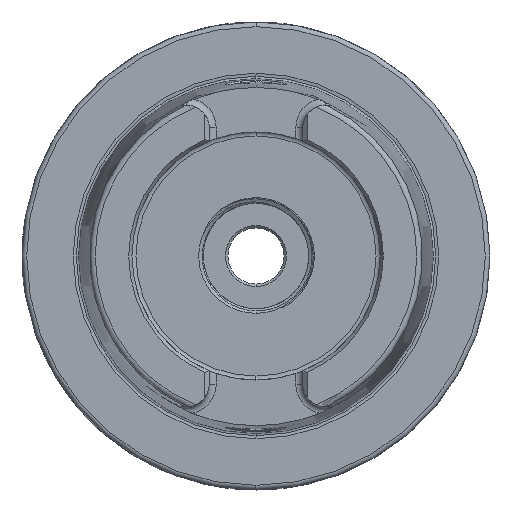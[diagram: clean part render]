
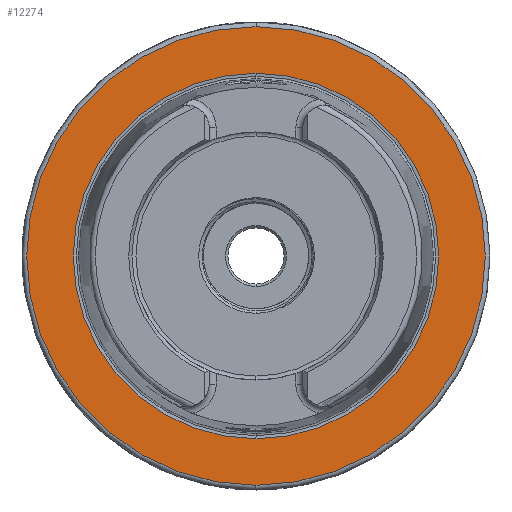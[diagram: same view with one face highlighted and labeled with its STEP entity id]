
A CAD part, left-side view. The second image highlights one B-rep face of the part: STEP entity #12274.
In plain terms, the highlighted planar face has unit normal (-1, 0, 0).
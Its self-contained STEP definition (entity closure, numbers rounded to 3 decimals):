
#2084 = VERTEX_POINT ( 'NONE', #3972 ) ;
#2139 = VERTEX_POINT ( 'NONE', #3982 ) ;
#2190 = VERTEX_POINT ( 'NONE', #4075 ) ;
#2194 = VERTEX_POINT ( 'NONE', #4052 ) ;
#3972 = CARTESIAN_POINT ( 'NONE',  ( 0., 0., 49. ) ) ;
#3982 = CARTESIAN_POINT ( 'NONE',  ( 0., 0., -49. ) ) ;
#4052 = CARTESIAN_POINT ( 'NONE',  ( 0., 0., 39.054 ) ) ;
#4075 = CARTESIAN_POINT ( 'NONE',  ( 0., 0., -39.054 ) ) ;
#4536 = DIRECTION ( 'NONE',  ( 0., 0., -1. ) ) ;
#4558 = CARTESIAN_POINT ( 'NONE',  ( 0., 0., 0. ) ) ;
#4562 = DIRECTION ( 'NONE',  ( 1., 0., 0. ) ) ;
#7456 = EDGE_CURVE ( 'NONE', #2194, #2190, #15549, .T. ) ;
#7779 = EDGE_CURVE ( 'NONE', #2139, #2084, #15750, .T. ) ;
#7793 = EDGE_CURVE ( 'NONE', #2190, #2194, #28076, .T. ) ;
#8377 = EDGE_CURVE ( 'NONE', #2084, #2139, #27461, .T. ) ;
#12274 = ADVANCED_FACE ( 'NONE', ( #27645, #27649 ), #24057, .T. ) ;
#15549 = CIRCLE ( 'NONE', #26761, 39.054 ) ;
#15750 = CIRCLE ( 'NONE', #27216, 49. ) ;
#16315 = ORIENTED_EDGE ( 'NONE', *, *, #8377, .T. ) ;
#16349 = ORIENTED_EDGE ( 'NONE', *, *, #7456, .T. ) ;
#16382 = ORIENTED_EDGE ( 'NONE', *, *, #7793, .T. ) ;
#16446 = ORIENTED_EDGE ( 'NONE', *, *, #7779, .T. ) ;
#20327 = CARTESIAN_POINT ( 'NONE',  ( 0., 0., 0. ) ) ;
#20348 = DIRECTION ( 'NONE',  ( -1., 0., 0. ) ) ;
#20356 = DIRECTION ( 'NONE',  ( 0., 0., 1. ) ) ;
#22486 = CARTESIAN_POINT ( 'NONE',  ( 0., 0., 0. ) ) ;
#22492 = DIRECTION ( 'NONE',  ( -1., 0., 0. ) ) ;
#22493 = DIRECTION ( 'NONE',  ( 0., 0., 1. ) ) ;
#22976 = DIRECTION ( 'NONE',  ( 0., 0., -1. ) ) ;
#22981 = CARTESIAN_POINT ( 'NONE',  ( 0., 0., 0. ) ) ;
#23011 = DIRECTION ( 'NONE',  ( 1., 0., 0. ) ) ;
#24057 = PLANE ( 'NONE',  #26118 ) ;
#24066 = DIRECTION ( 'NONE',  ( -1., 0., 0. ) ) ;
#24068 = CARTESIAN_POINT ( 'NONE',  ( 0., 39.054, 0. ) ) ;
#24071 = DIRECTION ( 'NONE',  ( 0., 0., 1. ) ) ;
#25329 = AXIS2_PLACEMENT_3D ( 'NONE', #22981, #23011, #22976 ) ;
#25630 = AXIS2_PLACEMENT_3D ( 'NONE', #20327, #20348, #20356 ) ;
#26118 = AXIS2_PLACEMENT_3D ( 'NONE', #24068, #24066, #24071 ) ;
#26761 = AXIS2_PLACEMENT_3D ( 'NONE', #4558, #4562, #4536 ) ;
#27216 = AXIS2_PLACEMENT_3D ( 'NONE', #22486, #22492, #22493 ) ;
#27461 = CIRCLE ( 'NONE', #25630, 49. ) ;
#27645 = FACE_OUTER_BOUND ( 'NONE', #28655, .T. ) ;
#27649 = FACE_BOUND ( 'NONE', #28653, .T. ) ;
#28076 = CIRCLE ( 'NONE', #25329, 39.054 ) ;
#28653 = EDGE_LOOP ( 'NONE', ( #16349, #16382 ) ) ;
#28655 = EDGE_LOOP ( 'NONE', ( #16315, #16446 ) ) ;
